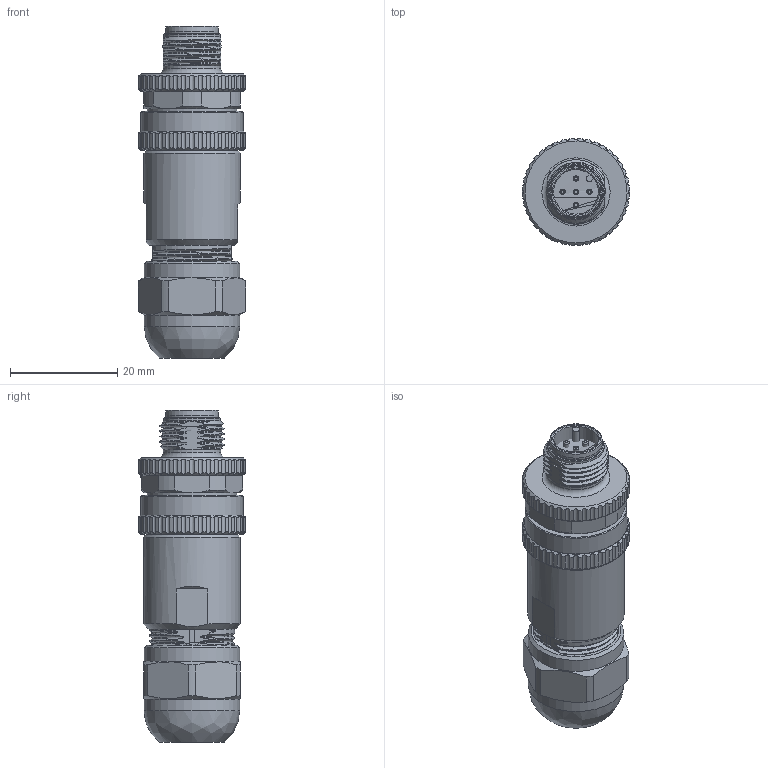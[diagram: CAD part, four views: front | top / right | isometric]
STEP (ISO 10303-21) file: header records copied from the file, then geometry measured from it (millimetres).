
FILE_DESCRIPTION(/* description */ (''),/* implementation_level */ '2;1');
FILE_NAME(/* name */ 'LS12.5-0-M-S-C.stp',/* time_stamp */ '2023-11-16T13:15:52+08:00',/* author */ (''),/* organization */ (''),/* preprocessor_version */ 'ST-DEVELOPER v16',/* originating_system */ 'SIEMENS PLM Software NX 10.0',/* authorisation */ '');
FILE_SCHEMA (('AP203_CONFIGURATION_CONTROLLED_3D_DESIGN_OF_MECHANICAL_PARTS_AND_ASSEMBLIES_MIM_LF { 1 0 10303 403 2 1 2}'));
Length unit declared in the file: millimetre
Products named in the file (1): chan6E2C53F76x35
Bounding box: 19.99 x 19.98 x 61.8 mm (x, y, z)
Volume: 13980.2 mm3; surface area: 6791.2 mm2
Topology: 10 solids, 10 shells, 361 faces, 969 edges, 635 vertices
Faces by surface type: cylinder 209, plane 60, bspline 59, cone 26, torus 7
Full cylindrical faces by diameter (mm): 1 x5, 8.3 x1, 8.5 x1, 9.4 x2, 9.85 x1, 10.5 x1, 10.7 x1, 16.6 x1, 17 x1, 17.8 x2, 18 x1, 19 x1
Entity records: 28058 total; most frequent: CARTESIAN_POINT 19771, ORIENTED_EDGE 1826, DIRECTION 1428, EDGE_CURVE 913, VERTEX_POINT 620, AXIS2_PLACEMENT_3D 573, EDGE_LOOP 411, B_SPLINE_CURVE_WITH_KNOTS 361
